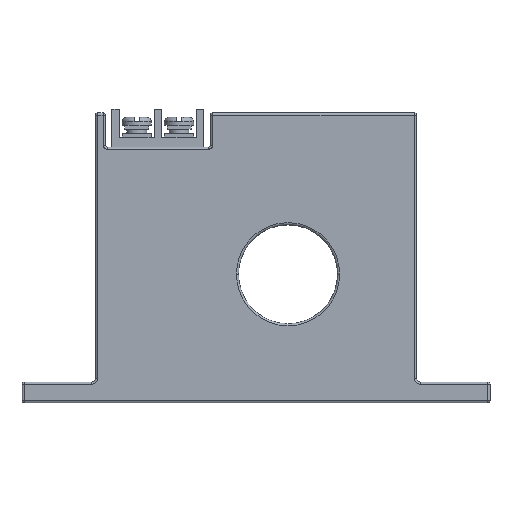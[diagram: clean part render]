
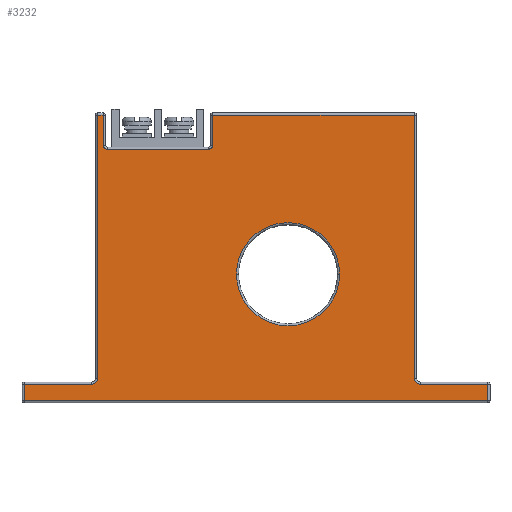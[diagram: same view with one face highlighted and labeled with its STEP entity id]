
A CAD part, top view. The second image highlights one B-rep face of the part: STEP entity #3232.
In plain terms, the highlighted planar face has unit normal (0, 0, 1).
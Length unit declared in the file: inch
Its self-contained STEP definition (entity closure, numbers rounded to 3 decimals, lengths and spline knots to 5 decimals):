
#21 = VERTEX_POINT ( 'NONE', #992 ) ;
#69 = CARTESIAN_POINT ( 'NONE',  ( 0., 0.13937, 0.938 ) ) ;
#70 = VERTEX_POINT ( 'NONE', #652 ) ;
#76 = ORIENTED_EDGE ( 'NONE', *, *, #278, .F. ) ;
#120 = CARTESIAN_POINT ( 'NONE',  ( 3.51437, 0.155, 0.938 ) ) ;
#128 = CARTESIAN_POINT ( 'NONE',  ( 2.95937, 2.16938, 0.938 ) ) ;
#150 = DIRECTION ( 'NONE',  ( 0., 1., 0. ) ) ;
#209 = CARTESIAN_POINT ( 'NONE',  ( 3.51437, 0.13938, 0.938 ) ) ;
#278 = EDGE_CURVE ( 'NONE', #3789, #359, #4619, .T. ) ;
#343 = ORIENTED_EDGE ( 'NONE', *, *, #3405, .T. ) ;
#359 = VERTEX_POINT ( 'NONE', #1747 ) ;
#391 = VERTEX_POINT ( 'NONE', #2851 ) ;
#560 = CARTESIAN_POINT ( 'NONE',  ( 0.57062, 2.16938, 0.938 ) ) ;
#644 = EDGE_CURVE ( 'NONE', #21, #1129, #3290, .T. ) ;
#652 = CARTESIAN_POINT ( 'NONE',  ( 0.61237, 2.16938, 0.938 ) ) ;
#749 = AXIS2_PLACEMENT_3D ( 'NONE', #4602, #4570, #4206 ) ;
#753 = VECTOR ( 'NONE', #4734, 39.37008 ) ;
#853 = EDGE_LOOP ( 'NONE', ( #2833, #2299, #4222, #5177, #5773, #5907, #6343, #5211, #986, #5840, #4351, #3903, #76, #4793, #3139, #343 ) ) ;
#977 = CARTESIAN_POINT ( 'NONE',  ( 0.01563, 0.01563, 0.938 ) ) ;
#986 = ORIENTED_EDGE ( 'NONE', *, *, #5032, .T. ) ;
#992 = CARTESIAN_POINT ( 'NONE',  ( 0.525, 0.13938, 0.938 ) ) ;
#1008 = LINE ( 'NONE', #3765, #1013 ) ;
#1013 = VECTOR ( 'NONE', #4759, 39.37008 ) ;
#1119 = VECTOR ( 'NONE', #6435, 39.37008 ) ;
#1129 = VERTEX_POINT ( 'NONE', #3958 ) ;
#1133 = LINE ( 'NONE', #6453, #1119 ) ;
#1436 = EDGE_CURVE ( 'NONE', #6359, #6679, #4873, .T. ) ;
#1554 = VERTEX_POINT ( 'NONE', #5848 ) ;
#1601 = CIRCLE ( 'NONE', #4702, 0.04563 ) ;
#1670 = CARTESIAN_POINT ( 'NONE',  ( 1.422, 2.16938, 0.938 ) ) ;
#1673 = CIRCLE ( 'NONE', #5385, 0.03125 ) ;
#1747 = CARTESIAN_POINT ( 'NONE',  ( 1.43762, 1.94262, 0.938 ) ) ;
#1796 = EDGE_CURVE ( 'NONE', #3011, #3854, #4017, .T. ) ;
#1798 = CARTESIAN_POINT ( 'NONE',  ( 2.95937, 2.185, 0.938 ) ) ;
#1821 = DIRECTION ( 'NONE',  ( 0., 1., 0. ) ) ;
#1831 = DIRECTION ( 'NONE',  ( 0., -1., 0. ) ) ;
#1906 = VECTOR ( 'NONE', #5458, 39.37008 ) ;
#1910 = LINE ( 'NONE', #4576, #1906 ) ;
#1967 = EDGE_CURVE ( 'NONE', #391, #21, #2892, .T. ) ;
#1973 = DIRECTION ( 'NONE',  ( 0., 0., -1. ) ) ;
#2172 = VECTOR ( 'NONE', #150, 39.37008 ) ;
#2281 = EDGE_CURVE ( 'NONE', #3854, #359, #1910, .T. ) ;
#2297 = FACE_OUTER_BOUND ( 'NONE', #853, .T. ) ;
#2299 = ORIENTED_EDGE ( 'NONE', *, *, #5988, .T. ) ;
#2346 = LINE ( 'NONE', #120, #2172 ) ;
#2365 = FACE_BOUND ( 'NONE', #3103, .T. ) ;
#2374 = EDGE_CURVE ( 'NONE', #3789, #3752, #1133, .T. ) ;
#2499 = DIRECTION ( 'NONE',  ( 1., 0., 0. ) ) ;
#2541 = CARTESIAN_POINT ( 'NONE',  ( 0.525, 0.185, 0.938 ) ) ;
#2766 = VERTEX_POINT ( 'NONE', #560 ) ;
#2813 = CARTESIAN_POINT ( 'NONE',  ( 2.39562, 0.9685, 0.938 ) ) ;
#2833 = ORIENTED_EDGE ( 'NONE', *, *, #6362, .T. ) ;
#2837 = CARTESIAN_POINT ( 'NONE',  ( 1.43762, 2.16938, 0.938 ) ) ;
#2851 = CARTESIAN_POINT ( 'NONE',  ( 0.57063, 0.185, 0.938 ) ) ;
#2892 = CIRCLE ( 'NONE', #6389, 0.04563 ) ;
#3011 = VERTEX_POINT ( 'NONE', #128 ) ;
#3103 = EDGE_LOOP ( 'NONE', ( #3822, #5119 ) ) ;
#3119 = VECTOR ( 'NONE', #1831, 39.37008 ) ;
#3139 = ORIENTED_EDGE ( 'NONE', *, *, #5046, .F. ) ;
#3206 = LINE ( 'NONE', #4342, #3119 ) ;
#3210 = DIRECTION ( 'NONE',  ( 0., 0., 1. ) ) ;
#3224 = VECTOR ( 'NONE', #3600, 39.37008 ) ;
#3232 = ADVANCED_FACE ( 'NONE', ( #2365, #2297 ), #3863, .T. ) ;
#3253 = DIRECTION ( 'NONE',  ( 1., 0., 0. ) ) ;
#3263 = VERTEX_POINT ( 'NONE', #5298 ) ;
#3290 = LINE ( 'NONE', #69, #3224 ) ;
#3314 = DIRECTION ( 'NONE',  ( 1., 0., 0. ) ) ;
#3327 = CARTESIAN_POINT ( 'NONE',  ( 0.64362, 1.94262, 0.938 ) ) ;
#3359 = DIRECTION ( 'NONE',  ( 0., 0., 1. ) ) ;
#3373 = VERTEX_POINT ( 'NONE', #209 ) ;
#3378 = VECTOR ( 'NONE', #3882, 39.37008 ) ;
#3405 = EDGE_CURVE ( 'NONE', #1554, #70, #5325, .T. ) ;
#3418 = DIRECTION ( 'NONE',  ( 0., 0., 1. ) ) ;
#3454 = LINE ( 'NONE', #3836, #3378 ) ;
#3472 = CARTESIAN_POINT ( 'NONE',  ( 1.40637, 1.94262, 0.938 ) ) ;
#3600 = DIRECTION ( 'NONE',  ( -1., 0., 0. ) ) ;
#3615 = EDGE_CURVE ( 'NONE', #3637, #6649, #1008, .T. ) ;
#3637 = VERTEX_POINT ( 'NONE', #977 ) ;
#3752 = VERTEX_POINT ( 'NONE', #6392 ) ;
#3765 = CARTESIAN_POINT ( 'NONE',  ( 3.53, 0.01563, 0.938 ) ) ;
#3775 = VECTOR ( 'NONE', #5713, 39.37008 ) ;
#3789 = VERTEX_POINT ( 'NONE', #5724 ) ;
#3822 = ORIENTED_EDGE ( 'NONE', *, *, #1436, .T. ) ;
#3836 = CARTESIAN_POINT ( 'NONE',  ( 0.01563, 0., 0.938 ) ) ;
#3854 = VERTEX_POINT ( 'NONE', #2837 ) ;
#3863 = PLANE ( 'NONE',  #5145 ) ;
#3882 = DIRECTION ( 'NONE',  ( 0., -1., 0. ) ) ;
#3892 = EDGE_CURVE ( 'NONE', #5082, #3011, #4912, .T. ) ;
#3903 = ORIENTED_EDGE ( 'NONE', *, *, #2281, .T. ) ;
#3923 = CARTESIAN_POINT ( 'NONE',  ( 0., 0., 0.938 ) ) ;
#3947 = LINE ( 'NONE', #5834, #3775 ) ;
#3958 = CARTESIAN_POINT ( 'NONE',  ( 0.01562, 0.13937, 0.938 ) ) ;
#4017 = LINE ( 'NONE', #1670, #4072 ) ;
#4072 = VECTOR ( 'NONE', #5098, 39.37008 ) ;
#4097 = EDGE_CURVE ( 'NONE', #3373, #3263, #3947, .T. ) ;
#4180 = DIRECTION ( 'NONE',  ( 1., 0., 0. ) ) ;
#4206 = DIRECTION ( 'NONE',  ( 1., 0., 0. ) ) ;
#4222 = ORIENTED_EDGE ( 'NONE', *, *, #1967, .T. ) ;
#4226 = EDGE_CURVE ( 'NONE', #1129, #3637, #3454, .T. ) ;
#4342 = CARTESIAN_POINT ( 'NONE',  ( 0.57063, 0.185, 0.938 ) ) ;
#4351 = ORIENTED_EDGE ( 'NONE', *, *, #1796, .T. ) ;
#4352 = EDGE_CURVE ( 'NONE', #6649, #3373, #2346, .T. ) ;
#4362 = CARTESIAN_POINT ( 'NONE',  ( 0.555, 2.16938, 0.938 ) ) ;
#4570 = DIRECTION ( 'NONE',  ( 0., 0., -1. ) ) ;
#4576 = CARTESIAN_POINT ( 'NONE',  ( 1.43762, 1.927, 0.938 ) ) ;
#4602 = CARTESIAN_POINT ( 'NONE',  ( 2.0065, 0.9685, 0.938 ) ) ;
#4619 = CIRCLE ( 'NONE', #6140, 0.03125 ) ;
#4702 = AXIS2_PLACEMENT_3D ( 'NONE', #5416, #5348, #5221 ) ;
#4734 = DIRECTION ( 'NONE',  ( 0., 1., 0. ) ) ;
#4759 = DIRECTION ( 'NONE',  ( 1., 0., 0. ) ) ;
#4793 = ORIENTED_EDGE ( 'NONE', *, *, #2374, .T. ) ;
#4873 = CIRCLE ( 'NONE', #5879, 0.38912 ) ;
#4875 = DIRECTION ( 'NONE',  ( -1., 0., 0. ) ) ;
#4912 = LINE ( 'NONE', #1798, #4998 ) ;
#4998 = VECTOR ( 'NONE', #1821, 39.37008 ) ;
#5032 = EDGE_CURVE ( 'NONE', #3263, #5082, #1601, .T. ) ;
#5036 = DIRECTION ( 'NONE',  ( 1., 0., 0. ) ) ;
#5046 = EDGE_CURVE ( 'NONE', #1554, #3752, #1673, .T. ) ;
#5047 = DIRECTION ( 'NONE',  ( 0., 0., -1. ) ) ;
#5082 = VERTEX_POINT ( 'NONE', #6300 ) ;
#5098 = DIRECTION ( 'NONE',  ( -1., 0., 0. ) ) ;
#5119 = ORIENTED_EDGE ( 'NONE', *, *, #5762, .T. ) ;
#5145 = AXIS2_PLACEMENT_3D ( 'NONE', #3923, #3359, #4180 ) ;
#5177 = ORIENTED_EDGE ( 'NONE', *, *, #644, .T. ) ;
#5211 = ORIENTED_EDGE ( 'NONE', *, *, #4097, .T. ) ;
#5221 = DIRECTION ( 'NONE',  ( 1., 0., 0. ) ) ;
#5298 = CARTESIAN_POINT ( 'NONE',  ( 3.005, 0.13938, 0.938 ) ) ;
#5325 = LINE ( 'NONE', #5801, #753 ) ;
#5348 = DIRECTION ( 'NONE',  ( 0., 0., -1. ) ) ;
#5385 = AXIS2_PLACEMENT_3D ( 'NONE', #3327, #3210, #3253 ) ;
#5416 = CARTESIAN_POINT ( 'NONE',  ( 3.005, 0.185, 0.938 ) ) ;
#5458 = DIRECTION ( 'NONE',  ( 0., -1., 0. ) ) ;
#5713 = DIRECTION ( 'NONE',  ( -1., 0., 0. ) ) ;
#5724 = CARTESIAN_POINT ( 'NONE',  ( 1.40637, 1.91138, 0.938 ) ) ;
#5748 = VECTOR ( 'NONE', #4875, 39.37008 ) ;
#5762 = EDGE_CURVE ( 'NONE', #6679, #6359, #6404, .T. ) ;
#5773 = ORIENTED_EDGE ( 'NONE', *, *, #4226, .T. ) ;
#5801 = CARTESIAN_POINT ( 'NONE',  ( 0.61237, 2.185, 0.938 ) ) ;
#5825 = LINE ( 'NONE', #4362, #5748 ) ;
#5834 = CARTESIAN_POINT ( 'NONE',  ( 3.005, 0.13938, 0.938 ) ) ;
#5840 = ORIENTED_EDGE ( 'NONE', *, *, #3892, .T. ) ;
#5848 = CARTESIAN_POINT ( 'NONE',  ( 0.61237, 1.94262, 0.938 ) ) ;
#5879 = AXIS2_PLACEMENT_3D ( 'NONE', #5897, #5047, #5036 ) ;
#5897 = CARTESIAN_POINT ( 'NONE',  ( 2.0065, 0.9685, 0.938 ) ) ;
#5907 = ORIENTED_EDGE ( 'NONE', *, *, #3615, .T. ) ;
#5988 = EDGE_CURVE ( 'NONE', #2766, #391, #3206, .T. ) ;
#6139 = CARTESIAN_POINT ( 'NONE',  ( 3.51437, 0.01563, 0.938 ) ) ;
#6140 = AXIS2_PLACEMENT_3D ( 'NONE', #3472, #3418, #3314 ) ;
#6163 = CARTESIAN_POINT ( 'NONE',  ( 1.61738, 0.9685, 0.938 ) ) ;
#6300 = CARTESIAN_POINT ( 'NONE',  ( 2.95937, 0.185, 0.938 ) ) ;
#6343 = ORIENTED_EDGE ( 'NONE', *, *, #4352, .T. ) ;
#6359 = VERTEX_POINT ( 'NONE', #2813 ) ;
#6362 = EDGE_CURVE ( 'NONE', #70, #2766, #5825, .T. ) ;
#6389 = AXIS2_PLACEMENT_3D ( 'NONE', #2541, #1973, #2499 ) ;
#6392 = CARTESIAN_POINT ( 'NONE',  ( 0.64362, 1.91137, 0.938 ) ) ;
#6404 = CIRCLE ( 'NONE', #749, 0.38912 ) ;
#6435 = DIRECTION ( 'NONE',  ( -1., 0., 0. ) ) ;
#6453 = CARTESIAN_POINT ( 'NONE',  ( 0.628, 1.91137, 0.938 ) ) ;
#6649 = VERTEX_POINT ( 'NONE', #6139 ) ;
#6679 = VERTEX_POINT ( 'NONE', #6163 ) ;
